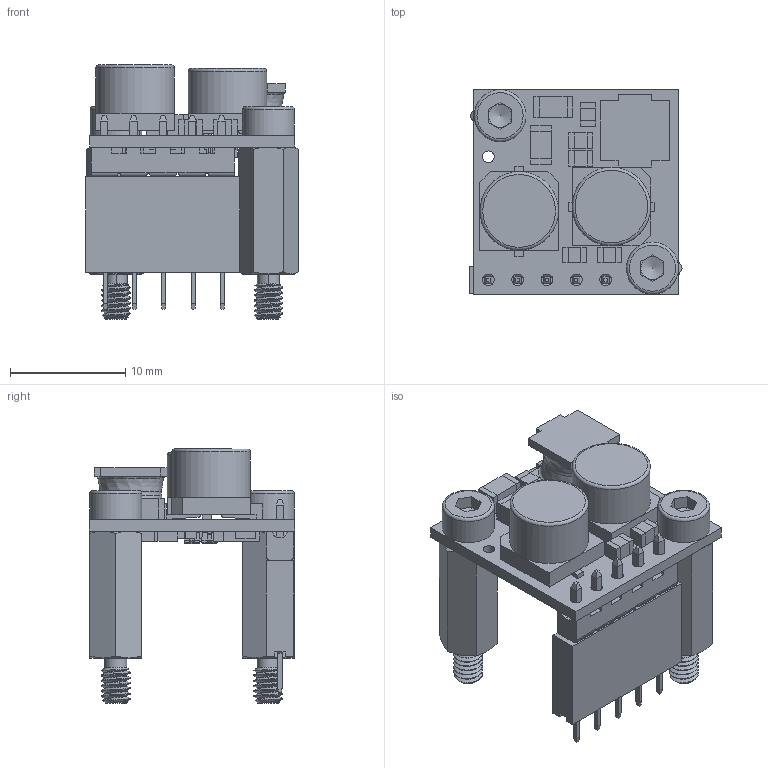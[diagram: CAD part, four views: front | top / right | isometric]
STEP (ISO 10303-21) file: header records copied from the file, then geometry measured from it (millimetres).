
FILE_DESCRIPTION(/* description */ ('STEP AP242','CAx-IF Rec.Pracs.---Representation and Presentation of Product Manufacturing Information (PMI)---4.0---2014-10-13','CAx-IF Rec.Pracs.---3D Tessellated Geometry---0.4---2014-09-14','2;1'),/* implementation_level */ '2;1');
FILE_NAME(/* name */ '673e2e74bd1a3f374ab05aef',/* time_stamp */ '2024-11-20T18:46:14Z',/* author */ (''),/* organization */ (''),/* preprocessor_version */ 'ST-DEVELOPER v20',/* originating_system */ 'ONSHAPE BY PTC INC, 1.189',/* authorisation */ ' ');
FILE_SCHEMA (('AP242_MANAGED_MODEL_BASED_3D_ENGINEERING_MIM_LF { 1 0 10303 442 1 1 4 }'));
Length unit declared in the file: metre
Products named in the file (11): Reg; HEADER6PFEM; Document; d24v22fx-step-down-voltage-regulators; C-3-644456-5; Hex socket head cap screw M2.5x0.45 x 3
Assembly tree (12 placements, depth 2):
  Reg
    HEADER6PFEM
    HEADER6PFEM
    Document  x2
    HEADER6PFEM
    d24v22fx-step-down-voltage-regulators
    HEADER6PFEM
    C-3-644456-5
    Hex socket head cap screw M2.5x0.45 x 3  x2
    HEADER6PFEM
    HEADER6PFEM
Bounding box: 18.44 x 17.78 x 22.02 mm (x, y, z)
Volume: 1712.9 mm3; surface area: 3249.7 mm2
Topology: 12 solids, 12 shells, 1592 faces, 4276 edges, 2753 vertices
Faces by surface type: plane 1188, cylinder 222, bspline 105, cone 47, sphere 17, torus 13
Full cylindrical faces by diameter (mm): 0.381 x1, 1.016 x6, 2.184 x2, 2.5 x2, 4.5 x2, 6.8 x2
Entity records: 55860 total; most frequent: CARTESIAN_POINT 14468, ORIENTED_EDGE 7996, DIRECTION 6869, EDGE_CURVE 3998, LINE 3199, VECTOR 3199, VERTEX_POINT 2594, AXIS2_PLACEMENT_3D 1835
